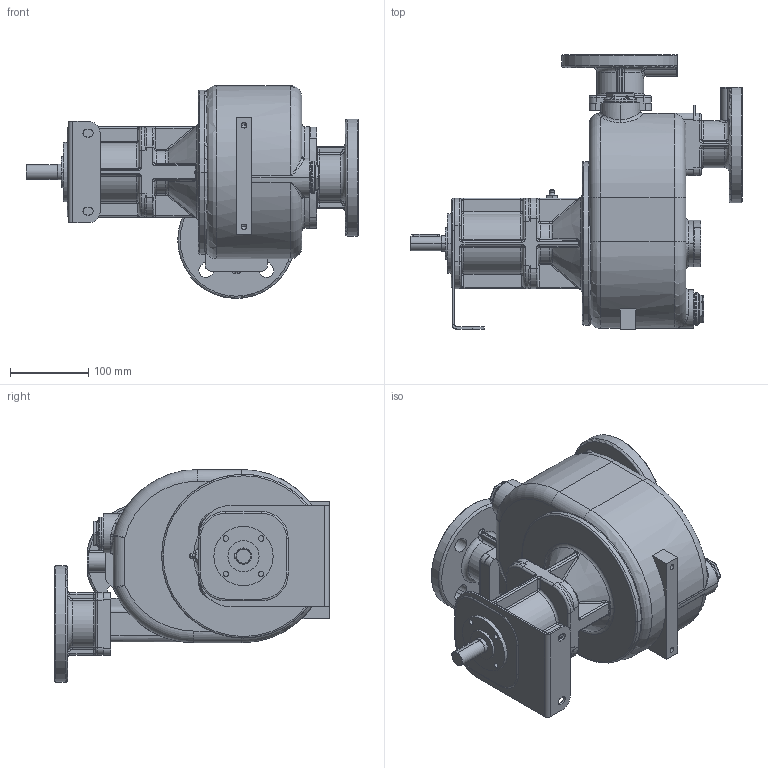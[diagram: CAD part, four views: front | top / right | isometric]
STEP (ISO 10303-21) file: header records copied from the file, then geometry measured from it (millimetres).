
FILE_DESCRIPTION((''),'2;1');
FILE_NAME('S_45_B_F','2020-05-12T14:58:00',('Nicola'),(''),'CREO PARAMETRIC BY PTC INC, 2019471','CREO PARAMETRIC BY PTC INC, 2019471','');
FILE_SCHEMA(('CONFIG_CONTROL_DESIGN'));
Length unit declared in the file: millimetre
Products named in the file (1): S_45_B_F
Bounding box: 425.5 x 352 x 272.97 mm (x, y, z)
Volume: 8984297.3 mm3; surface area: 487749.9 mm2
Topology: 1 solids, 1 shells, 885 faces, 2068 edges, 1221 vertices
Faces by surface type: cylinder 353, plane 199, torus 143, bspline 142, cone 32, sphere 14, extrusion 2
Entity records: 37793 total; most frequent: CARTESIAN_POINT 18104, DIRECTION 4180, ORIENTED_EDGE 4128, EDGE_CURVE 2064, AXIS2_PLACEMENT_3D 1722, VERTEX_POINT 1221, CIRCLE 979, EDGE_LOOP 949
